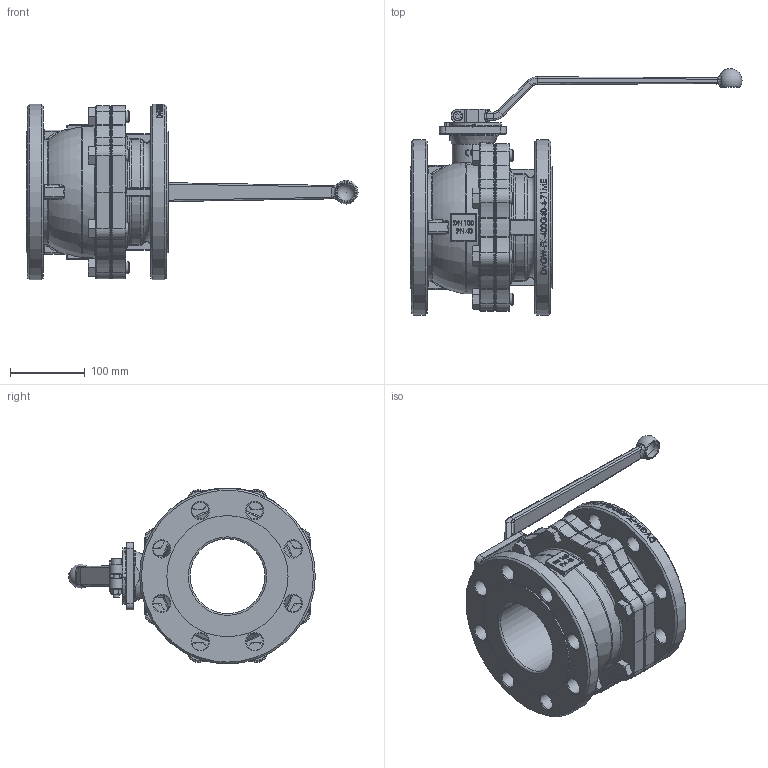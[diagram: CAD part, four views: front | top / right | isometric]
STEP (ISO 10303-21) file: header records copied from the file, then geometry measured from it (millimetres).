
FILE_DESCRIPTION (( 'STEP AP214' ), '1' );
FILE_NAME ('DVGW-FK-400G40-4-71ME 2212.STEP', '2022-12-28T09:41:21', ( '' ), ( '' ), 'SwSTEP 2.0', 'SolidWorks 2019', '' );
FILE_SCHEMA (( 'AUTOMOTIVE_DESIGN' ));
Length unit declared in the file: millimetre
Products named in the file (1): DVGW-FK-400G40-4-71ME 2212
Bounding box: 444 x 329.85 x 235.36 mm (x, y, z)
Volume: 4315058 mm3; surface area: 466095.1 mm2
Topology: 1 solids, 1 shells, 1460 faces, 3586 edges, 2156 vertices
Faces by surface type: plane 476, bspline 352, cylinder 332, torus 204, cone 82, sphere 14
Full cylindrical faces by diameter (mm): 5 x2, 6 x1, 8 x2, 8.5 x2, 11 x4, 13 x1, 16 x16, 17.5 x8, 22 x8, 22.5 x16, 24 x1, 31 x1, 48.38 x1, 100 x1, 162 x2, 180 x1, 235 x2
Entity records: 65755 total; most frequent: CARTESIAN_POINT 31574, ORIENTED_EDGE 6696, DIRECTION 5523, EDGE_CURVE 3348, AXIS2_PLACEMENT_3D 2164, VERTEX_POINT 2112, EDGE_LOOP 1752, FACE_OUTER_BOUND 1567
